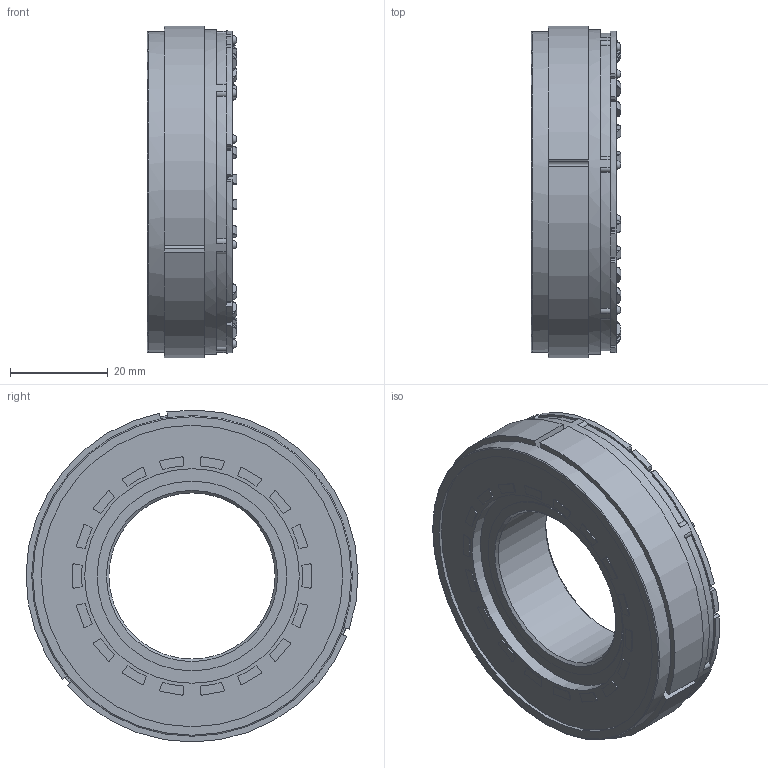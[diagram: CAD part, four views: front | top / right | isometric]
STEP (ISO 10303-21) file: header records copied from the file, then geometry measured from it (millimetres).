
FILE_DESCRIPTION(/* description */ ('STEP AP214'),/* implementation_level */ '2;1');
FILE_NAME(/* name */ 'TBM2G-06808A-NNNA-00',/* time_stamp */ '2024-12-02T21:46:10+01:00',/* author */ ('License CC BY-ND 4.0'),/* organization */ ('CADENAS'),/* preprocessor_version */ 'ST-DEVELOPER v19.3',/* originating_system */ 'PARTsolutions',/* authorisation */ ' ');
FILE_SCHEMA (('AUTOMOTIVE_DESIGN {1 0 10303 214 3 1 1}'));
Length unit declared in the file: inch
Products named in the file (2): TBM2G-06808A-NNNA-00; 068 08 N NN_68
Assembly tree (1 placements, depth 2):
  TBM2G-06808A-NNNA-00
    068 08 N NN_68
Bounding box: 18.39 x 67.99 x 67.99 mm (x, y, z)
Volume: 42221 mm3; surface area: 12048.9 mm2
Topology: 1 solids, 1 shells, 515 faces, 1342 edges, 876 vertices
Faces by surface type: plane 299, cylinder 195, torus 13, sphere 6, cone 2
Full cylindrical faces by diameter (mm): 0.762 x9, 0.914 x1, 1.016 x2, 1.778 x6, 2.032 x2, 2.54 x1, 3.302 x2, 34.036 x1, 38.862 x2, 43.942 x2, 61.747 x1, 65.634 x1, 66.472 x1
Entity records: 15847 total; most frequent: CARTESIAN_POINT 3143, DIRECTION 2668, ORIENTED_EDGE 2596, EDGE_CURVE 1298, AXIS2_PLACEMENT_3D 985, VERTEX_POINT 872, LINE 698, VECTOR 698
